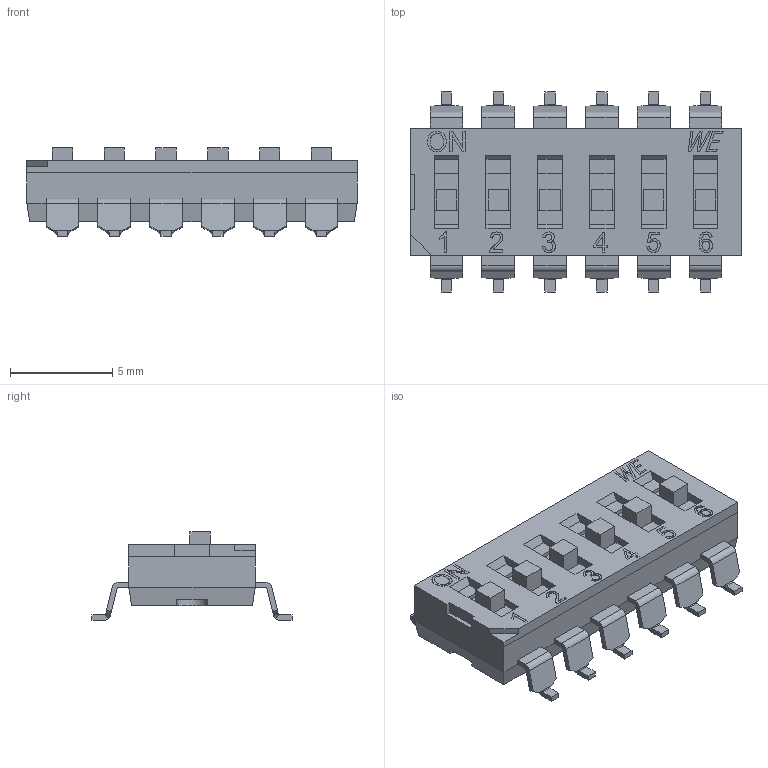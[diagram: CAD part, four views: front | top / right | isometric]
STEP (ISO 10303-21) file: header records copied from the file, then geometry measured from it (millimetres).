
FILE_DESCRIPTION( ( 'Unknown' ), '1' );
FILE_NAME( '418121270806.stp', 'Unknown', ( 'Unknown' ), ( 'Unknown' ), 'PSStep 17.0.49', 'Unknown', ' ' );
FILE_SCHEMA( ( 'AUTOMOTIVE_DESIGN { 1 0 10303 214 1 1 1 1 }' ) );
Length unit declared in the file: millimetre
Products named in the file (7): Assem1; Terminal_tall; Terminal_small; Actuator; Contact; Base_06; Cover_06
Assembly tree (26 placements, depth 2):
  Assem1
    Terminal_tall  x6
    Terminal_small  x6
    Actuator  x6
    Contact  x6
    Base_06
    Cover_06
Bounding box: 16.18 x 9.8 x 4.32 mm (x, y, z)
Volume: 260.5 mm3; surface area: 1140.1 mm2
Topology: 26 solids, 26 shells, 1149 faces, 3167 edges, 2080 vertices
Faces by surface type: plane 856, cylinder 254, bspline 24, extrusion 15
Full cylindrical faces by diameter (mm): 0.57 x6, 0.6 x18, 2.4 x1
Entity records: 19861 total; most frequent: CARTESIAN_POINT 3839, ORIENTED_EDGE 2666, DIRECTION 2210, EDGE_CURVE 1333, VECTOR 1080, LINE 1065, VERTEX_POINT 874, AXIS2_PLACEMENT_3D 565
